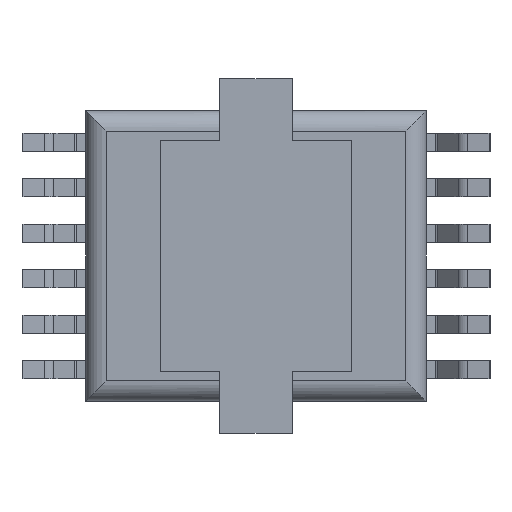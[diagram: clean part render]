
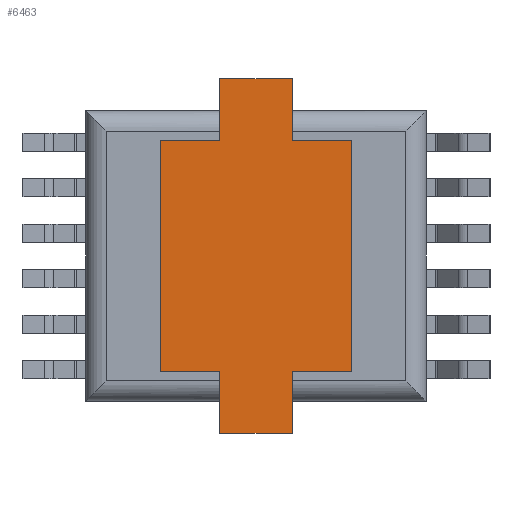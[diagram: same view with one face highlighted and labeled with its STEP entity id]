
A CAD part, front view. The second image highlights one B-rep face of the part: STEP entity #6463.
In plain terms, the highlighted planar face has unit normal (0, -1, 0).
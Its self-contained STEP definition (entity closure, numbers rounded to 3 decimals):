
#18 = DIRECTION ( 'NONE',  ( 0., 0., 1. ) ) ;
#79 = VECTOR ( 'NONE', #3779, 1000. ) ;
#120 = VECTOR ( 'NONE', #4404, 1000. ) ;
#162 = EDGE_CURVE ( 'NONE', #5246, #5113, #6576, .T. ) ;
#362 = LINE ( 'NONE', #2410, #5827 ) ;
#460 = DIRECTION ( 'NONE',  ( 0., 0., -1. ) ) ;
#487 = EDGE_CURVE ( 'NONE', #2210, #3861, #3812, .T. ) ;
#499 = LINE ( 'NONE', #2507, #641 ) ;
#641 = VECTOR ( 'NONE', #2033, 1000. ) ;
#725 = ORIENTED_EDGE ( 'NONE', *, *, #3961, .T. ) ;
#747 = ORIENTED_EDGE ( 'NONE', *, *, #4939, .T. ) ;
#755 = CARTESIAN_POINT ( 'NONE',  ( -0.8, 0.15, 2.55 ) ) ;
#804 = VERTEX_POINT ( 'NONE', #4697 ) ;
#908 = CARTESIAN_POINT ( 'NONE',  ( 0.8, 0.15, -3.9 ) ) ;
#1130 = DIRECTION ( 'NONE',  ( 0., 0., -1. ) ) ;
#1224 = CARTESIAN_POINT ( 'NONE',  ( 2.1, 0.15, 2.55 ) ) ;
#1300 = VECTOR ( 'NONE', #18, 1000. ) ;
#1313 = ORIENTED_EDGE ( 'NONE', *, *, #2557, .T. ) ;
#1464 = LINE ( 'NONE', #4043, #4631 ) ;
#1489 = LINE ( 'NONE', #4560, #6544 ) ;
#1538 = VERTEX_POINT ( 'NONE', #5473 ) ;
#1588 = EDGE_CURVE ( 'NONE', #5113, #3501, #6294, .T. ) ;
#1603 = PLANE ( 'NONE',  #2394 ) ;
#1693 = ORIENTED_EDGE ( 'NONE', *, *, #4845, .T. ) ;
#1781 = ORIENTED_EDGE ( 'NONE', *, *, #1588, .T. ) ;
#1866 = CARTESIAN_POINT ( 'NONE',  ( 2.1, 0.15, 2.55 ) ) ;
#1894 = CARTESIAN_POINT ( 'NONE',  ( 0.8, 0.15, 3.9 ) ) ;
#1897 = CARTESIAN_POINT ( 'NONE',  ( 0.8, 0.15, -3.9 ) ) ;
#1955 = LINE ( 'NONE', #2045, #4168 ) ;
#2016 = DIRECTION ( 'NONE',  ( 0., 0., -1. ) ) ;
#2033 = DIRECTION ( 'NONE',  ( -1., 0., 0. ) ) ;
#2045 = CARTESIAN_POINT ( 'NONE',  ( -0.8, 0.15, -2.55 ) ) ;
#2104 = ORIENTED_EDGE ( 'NONE', *, *, #2889, .T. ) ;
#2116 = CARTESIAN_POINT ( 'NONE',  ( 0.8, 0.15, 2.55 ) ) ;
#2210 = VERTEX_POINT ( 'NONE', #1224 ) ;
#2223 = ORIENTED_EDGE ( 'NONE', *, *, #2471, .T. ) ;
#2321 = EDGE_CURVE ( 'NONE', #3861, #3754, #4840, .T. ) ;
#2352 = ORIENTED_EDGE ( 'NONE', *, *, #162, .T. ) ;
#2394 = AXIS2_PLACEMENT_3D ( 'NONE', #5179, #2632, #1130 ) ;
#2408 = EDGE_LOOP ( 'NONE', ( #2223, #1313, #5767, #2352, #1781, #1693, #6083, #4301, #747, #725, #2104, #5664 ) ) ;
#2410 = CARTESIAN_POINT ( 'NONE',  ( 0.8, 0.15, 3.9 ) ) ;
#2471 = EDGE_CURVE ( 'NONE', #2559, #5706, #1955, .T. ) ;
#2507 = CARTESIAN_POINT ( 'NONE',  ( -0.8, 0.15, 2.55 ) ) ;
#2557 = EDGE_CURVE ( 'NONE', #5706, #1538, #1489, .T. ) ;
#2559 = VERTEX_POINT ( 'NONE', #6184 ) ;
#2632 = DIRECTION ( 'NONE',  ( 0., -1., 0. ) ) ;
#2889 = EDGE_CURVE ( 'NONE', #4512, #804, #499, .T. ) ;
#2920 = DIRECTION ( 'NONE',  ( -1., 0., 0. ) ) ;
#3152 = VECTOR ( 'NONE', #5868, 1000. ) ;
#3480 = CARTESIAN_POINT ( 'NONE',  ( -2.1, 0.15, 2.55 ) ) ;
#3501 = VERTEX_POINT ( 'NONE', #5816 ) ;
#3568 = CARTESIAN_POINT ( 'NONE',  ( 0.8, 0.15, 3.9 ) ) ;
#3648 = EDGE_CURVE ( 'NONE', #1538, #5246, #6495, .T. ) ;
#3754 = VERTEX_POINT ( 'NONE', #3568 ) ;
#3779 = DIRECTION ( 'NONE',  ( 1., 0., 0. ) ) ;
#3812 = LINE ( 'NONE', #1866, #120 ) ;
#3813 = CARTESIAN_POINT ( 'NONE',  ( -0.8, 0.15, 3.9 ) ) ;
#3843 = DIRECTION ( 'NONE',  ( 0., 0., 1. ) ) ;
#3861 = VERTEX_POINT ( 'NONE', #2116 ) ;
#3961 = EDGE_CURVE ( 'NONE', #4167, #4512, #1464, .T. ) ;
#4043 = CARTESIAN_POINT ( 'NONE',  ( -0.8, 0.15, 3.9 ) ) ;
#4167 = VERTEX_POINT ( 'NONE', #3813 ) ;
#4168 = VECTOR ( 'NONE', #6624, 1000. ) ;
#4291 = VECTOR ( 'NONE', #5991, 1000. ) ;
#4301 = ORIENTED_EDGE ( 'NONE', *, *, #2321, .T. ) ;
#4404 = DIRECTION ( 'NONE',  ( -1., 0., 0. ) ) ;
#4463 = VECTOR ( 'NONE', #3843, 1000. ) ;
#4512 = VERTEX_POINT ( 'NONE', #755 ) ;
#4538 = DIRECTION ( 'NONE',  ( 0., 0., -1. ) ) ;
#4560 = CARTESIAN_POINT ( 'NONE',  ( -0.8, 0.15, -3.9 ) ) ;
#4631 = VECTOR ( 'NONE', #4538, 1000. ) ;
#4697 = CARTESIAN_POINT ( 'NONE',  ( -2.1, 0.15, 2.55 ) ) ;
#4840 = LINE ( 'NONE', #1894, #4463 ) ;
#4845 = EDGE_CURVE ( 'NONE', #3501, #2210, #5830, .T. ) ;
#4937 = CARTESIAN_POINT ( 'NONE',  ( -0.8, 0.15, -2.55 ) ) ;
#4939 = EDGE_CURVE ( 'NONE', #3754, #4167, #362, .T. ) ;
#5006 = VECTOR ( 'NONE', #460, 1000. ) ;
#5113 = VERTEX_POINT ( 'NONE', #5529 ) ;
#5179 = CARTESIAN_POINT ( 'NONE',  ( 0., 0.15, 0. ) ) ;
#5246 = VERTEX_POINT ( 'NONE', #6329 ) ;
#5473 = CARTESIAN_POINT ( 'NONE',  ( -0.8, 0.15, -3.9 ) ) ;
#5529 = CARTESIAN_POINT ( 'NONE',  ( 0.8, 0.15, -2.55 ) ) ;
#5664 = ORIENTED_EDGE ( 'NONE', *, *, #6654, .T. ) ;
#5706 = VERTEX_POINT ( 'NONE', #4937 ) ;
#5767 = ORIENTED_EDGE ( 'NONE', *, *, #3648, .T. ) ;
#5789 = CARTESIAN_POINT ( 'NONE',  ( 2.1, 0.15, 2.55 ) ) ;
#5816 = CARTESIAN_POINT ( 'NONE',  ( 2.1, 0.15, -2.55 ) ) ;
#5827 = VECTOR ( 'NONE', #2920, 1000. ) ;
#5830 = LINE ( 'NONE', #5789, #3152 ) ;
#5868 = DIRECTION ( 'NONE',  ( 0., 0., 1. ) ) ;
#5991 = DIRECTION ( 'NONE',  ( 1., 0., 0. ) ) ;
#6083 = ORIENTED_EDGE ( 'NONE', *, *, #487, .T. ) ;
#6184 = CARTESIAN_POINT ( 'NONE',  ( -2.1, 0.15, -2.55 ) ) ;
#6200 = FACE_OUTER_BOUND ( 'NONE', #2408, .T. ) ;
#6294 = LINE ( 'NONE', #6328, #79 ) ;
#6328 = CARTESIAN_POINT ( 'NONE',  ( 2.1, 0.15, -2.55 ) ) ;
#6329 = CARTESIAN_POINT ( 'NONE',  ( 0.8, 0.15, -3.9 ) ) ;
#6463 = ADVANCED_FACE ( 'NONE', ( #6200 ), #1603, .T. ) ;
#6495 = LINE ( 'NONE', #1897, #4291 ) ;
#6544 = VECTOR ( 'NONE', #2016, 1000. ) ;
#6576 = LINE ( 'NONE', #908, #1300 ) ;
#6601 = LINE ( 'NONE', #3480, #5006 ) ;
#6624 = DIRECTION ( 'NONE',  ( 1., 0., 0. ) ) ;
#6654 = EDGE_CURVE ( 'NONE', #804, #2559, #6601, .T. ) ;
